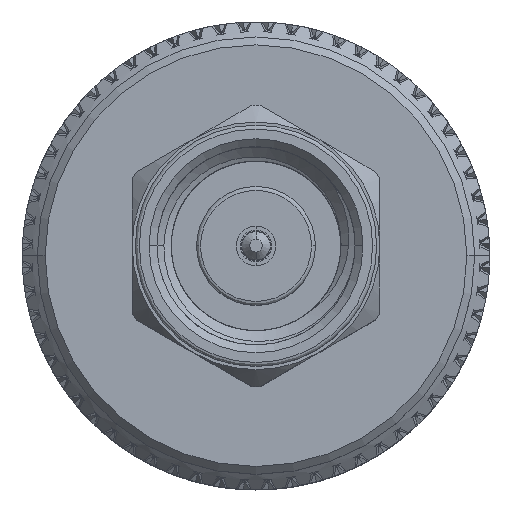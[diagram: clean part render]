
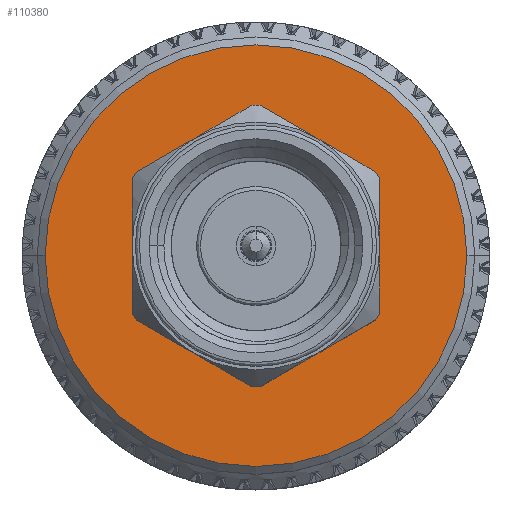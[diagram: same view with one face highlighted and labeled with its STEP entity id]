
A CAD part, top view. The second image highlights one B-rep face of the part: STEP entity #110380.
In plain terms, the highlighted face is planar.
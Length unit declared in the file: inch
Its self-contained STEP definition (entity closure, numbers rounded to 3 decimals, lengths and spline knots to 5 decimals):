
#2353 = DIRECTION ( 'NONE',  ( 0., 0., 1. ) ) ;
#6941 = AXIS2_PLACEMENT_3D ( 'NONE', #62820, #43927, #32414 ) ;
#8937 = DIRECTION ( 'NONE',  ( 0., 0., 1. ) ) ;
#9657 = AXIS2_PLACEMENT_3D ( 'NONE', #84730, #28584, #48618 ) ;
#10623 = CIRCLE ( 'NONE', #20393, 0.10531 ) ;
#12390 = EDGE_LOOP ( 'NONE', ( #54787, #75186 ) ) ;
#17495 = EDGE_CURVE ( 'NONE', #37026, #61794, #87662, .T. ) ;
#20393 = AXIS2_PLACEMENT_3D ( 'NONE', #87036, #22937, #21124 ) ;
#20832 = EDGE_CURVE ( 'NONE', #59681, #81153, #10623, .T. ) ;
#21124 = DIRECTION ( 'NONE',  ( 0., 0., 1. ) ) ;
#21630 = AXIS2_PLACEMENT_3D ( 'NONE', #118222, #26074, #8937 ) ;
#22937 = DIRECTION ( 'NONE',  ( 1., 0., 0. ) ) ;
#26074 = DIRECTION ( 'NONE',  ( 1., 0., 0. ) ) ;
#28584 = DIRECTION ( 'NONE',  ( 1., 0., 0. ) ) ;
#29393 = AXIS2_PLACEMENT_3D ( 'NONE', #30997, #104288, #2353 ) ;
#30997 = CARTESIAN_POINT ( 'NONE',  ( 0.5965, 0.276, 0. ) ) ;
#32414 = DIRECTION ( 'NONE',  ( 0., 0., 1. ) ) ;
#33274 = CIRCLE ( 'NONE', #21630, 0.10531 ) ;
#37026 = VERTEX_POINT ( 'NONE', #61729 ) ;
#39518 = FACE_OUTER_BOUND ( 'NONE', #12390, .T. ) ;
#43927 = DIRECTION ( 'NONE',  ( 1., 0., 0. ) ) ;
#45056 = ORIENTED_EDGE ( 'NONE', *, *, #110615, .F. ) ;
#47473 = PLANE ( 'NONE',  #29393 ) ;
#47958 = CARTESIAN_POINT ( 'NONE',  ( 0.5965, 0., 0.10531 ) ) ;
#48618 = DIRECTION ( 'NONE',  ( 0., 0., 1. ) ) ;
#54787 = ORIENTED_EDGE ( 'NONE', *, *, #55946, .T. ) ;
#55946 = EDGE_CURVE ( 'NONE', #61794, #37026, #90762, .T. ) ;
#57037 = EDGE_LOOP ( 'NONE', ( #107694, #45056 ) ) ;
#59681 = VERTEX_POINT ( 'NONE', #47958 ) ;
#61729 = CARTESIAN_POINT ( 'NONE',  ( 0.5965, 0., -0.266 ) ) ;
#61794 = VERTEX_POINT ( 'NONE', #75539 ) ;
#62820 = CARTESIAN_POINT ( 'NONE',  ( 0.5965, 0., 0. ) ) ;
#75186 = ORIENTED_EDGE ( 'NONE', *, *, #17495, .T. ) ;
#75539 = CARTESIAN_POINT ( 'NONE',  ( 0.5965, 0., 0.266 ) ) ;
#76264 = CARTESIAN_POINT ( 'NONE',  ( 0.5965, 0., -0.10531 ) ) ;
#81153 = VERTEX_POINT ( 'NONE', #76264 ) ;
#84730 = CARTESIAN_POINT ( 'NONE',  ( 0.5965, 0., 0. ) ) ;
#84769 = FACE_BOUND ( 'NONE', #57037, .T. ) ;
#87036 = CARTESIAN_POINT ( 'NONE',  ( 0.5965, 0., 0. ) ) ;
#87662 = CIRCLE ( 'NONE', #9657, 0.266 ) ;
#90762 = CIRCLE ( 'NONE', #6941, 0.266 ) ;
#104288 = DIRECTION ( 'NONE',  ( -1., 0., 0. ) ) ;
#107694 = ORIENTED_EDGE ( 'NONE', *, *, #20832, .F. ) ;
#110380 = ADVANCED_FACE ( 'NONE', ( #39518, #84769 ), #47473, .F. ) ;
#110615 = EDGE_CURVE ( 'NONE', #81153, #59681, #33274, .T. ) ;
#118222 = CARTESIAN_POINT ( 'NONE',  ( 0.5965, 0., 0. ) ) ;
